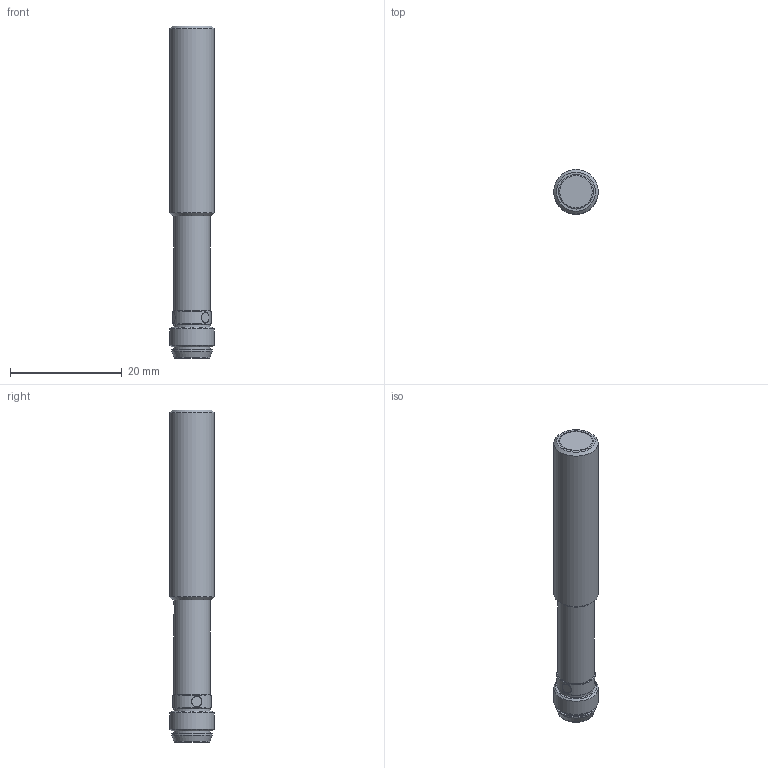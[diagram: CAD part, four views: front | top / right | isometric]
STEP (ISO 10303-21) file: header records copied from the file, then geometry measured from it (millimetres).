
FILE_DESCRIPTION(/* description */ (''),/* implementation_level */ '2;1');
FILE_NAME(/* name */ 'KDC 08 b Stecker.stp',/* time_stamp */ '2017-11-27T14:41:01+01:00',/* author */ ('lck'),/* organization */ ('di-soric GmbH & Co. KG'),/* preprocessor_version */ 'ST-DEVELOPER v17',/* originating_system */ 'Autodesk Inventor 2018',/* authorisation */ '');
FILE_SCHEMA (('AUTOMOTIVE_DESIGN { 1 0 10303 214 3 1 1 }'));
Length unit declared in the file: millimetre
Products named in the file (1): Bauteil9
Bounding box: 8 x 8 x 59.5 mm (x, y, z)
Volume: 1248.9 mm3; surface area: 3037.2 mm2
Topology: 3 solids, 3 shells, 112 faces, 262 edges, 176 vertices
Faces by surface type: cylinder 56, plane 36, cone 7, bspline 6, torus 4, sphere 3
Full cylindrical faces by diameter (mm): 0.8 x3, 1 x6, 2 x3, 5.54 x1, 5.6 x2, 5.7 x1, 5.8 x3, 5.81 x1, 5.811 x1, 5.9 x1, 6.2 x2, 6.4 x1, 6.5 x1, 6.6 x2, 6.9 x1, 7.2 x1, 8 x2
Entity records: 3921 total; most frequent: CARTESIAN_POINT 1161, DIRECTION 560, ORIENTED_EDGE 518, AXIS2_PLACEMENT_3D 260, EDGE_CURVE 259, VERTEX_POINT 176, CIRCLE 150, EDGE_LOOP 139
